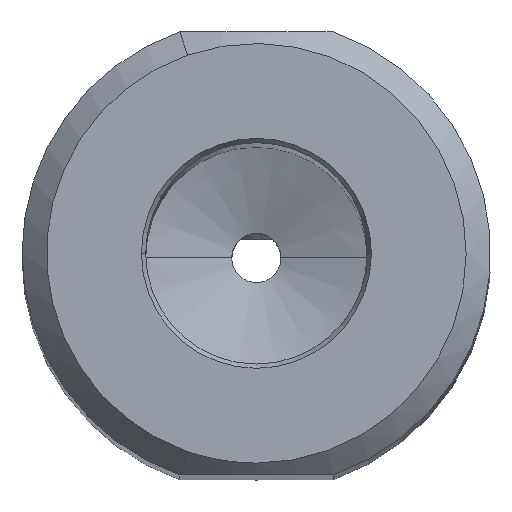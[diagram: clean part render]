
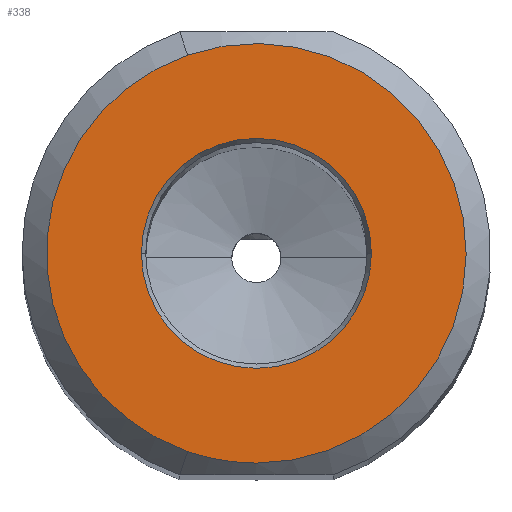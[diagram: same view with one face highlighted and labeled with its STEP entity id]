
A CAD part, top view. The second image highlights one B-rep face of the part: STEP entity #338.
In plain terms, the highlighted planar face has unit normal (0, 0, 1).
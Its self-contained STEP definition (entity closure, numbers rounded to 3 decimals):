
#338=ADVANCED_FACE('',(#421,#422),#396,.T.);
#396=PLANE('',#1259);
#421=FACE_BOUND('',#446,.T.);
#422=FACE_BOUND('',#447,.T.);
#446=EDGE_LOOP('',(#579,#580,#581));
#447=EDGE_LOOP('',(#582,#583));
#579=ORIENTED_EDGE('',*,*,#955,.F.);
#580=ORIENTED_EDGE('',*,*,#954,.F.);
#581=ORIENTED_EDGE('',*,*,#952,.F.);
#582=ORIENTED_EDGE('',*,*,#956,.F.);
#583=ORIENTED_EDGE('',*,*,#957,.F.);
#843=VERTEX_POINT('',#1874);
#844=VERTEX_POINT('',#1876);
#845=VERTEX_POINT('',#1880);
#846=VERTEX_POINT('',#1884);
#847=VERTEX_POINT('',#1885);
#952=EDGE_CURVE('',#843,#844,#1090,.T.);
#954=EDGE_CURVE('',#844,#845,#1091,.T.);
#955=EDGE_CURVE('',#845,#843,#1092,.T.);
#956=EDGE_CURVE('',#846,#847,#1093,.T.);
#957=EDGE_CURVE('',#847,#846,#1094,.T.);
#1090=CIRCLE('',#1252,8.525);
#1091=CIRCLE('',#1254,8.525);
#1092=CIRCLE('',#1255,8.525);
#1093=CIRCLE('',#1257,4.673);
#1094=CIRCLE('',#1258,4.673);
#1252=AXIS2_PLACEMENT_3D('',#1875,#1451,#1452);
#1254=AXIS2_PLACEMENT_3D('',#1879,#1456,#1457);
#1255=AXIS2_PLACEMENT_3D('',#1881,#1458,#1459);
#1257=AXIS2_PLACEMENT_3D('',#1883,#1462,#1463);
#1258=AXIS2_PLACEMENT_3D('',#1886,#1464,#1465);
#1259=AXIS2_PLACEMENT_3D('',#1887,#1466,#1467);
#1451=DIRECTION('',(0.,0.,-1.));
#1452=DIRECTION('',(-0.327,-0.945,0.));
#1456=DIRECTION('',(0.,0.,-1.));
#1457=DIRECTION('',(-0.327,0.945,0.));
#1458=DIRECTION('',(0.,0.,-1.));
#1459=DIRECTION('',(0.,-1.,0.));
#1462=DIRECTION('',(0.,0.,1.));
#1463=DIRECTION('',(1.,0.,0.));
#1464=DIRECTION('',(0.,0.,1.));
#1465=DIRECTION('',(-1.,0.,0.));
#1466=DIRECTION('',(0.,0.,1.));
#1467=DIRECTION('',(1.,0.,0.));
#1874=CARTESIAN_POINT('',(-2.791,-8.055,0.));
#1875=CARTESIAN_POINT('',(0.,0.,0.));
#1876=CARTESIAN_POINT('',(-2.791,8.055,0.));
#1879=CARTESIAN_POINT('',(0.,0.,0.));
#1880=CARTESIAN_POINT('',(0.,-8.525,0.));
#1881=CARTESIAN_POINT('',(0.,0.,0.));
#1883=CARTESIAN_POINT('',(0.,0.,0.));
#1884=CARTESIAN_POINT('',(4.673,0.,0.));
#1885=CARTESIAN_POINT('',(-4.673,0.,0.));
#1886=CARTESIAN_POINT('',(0.,0.,0.));
#1887=CARTESIAN_POINT('',(0.002,0.003,0.));
